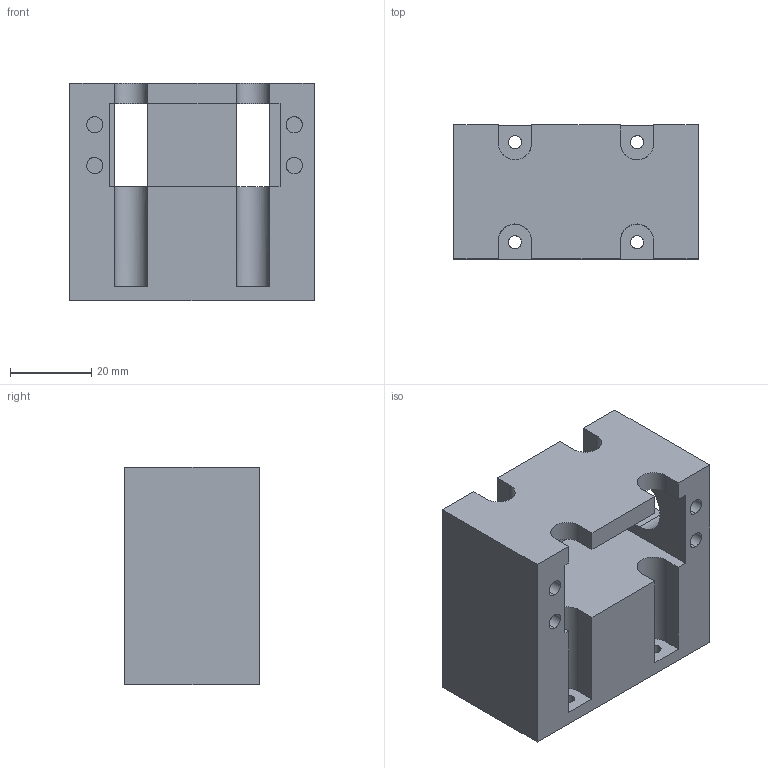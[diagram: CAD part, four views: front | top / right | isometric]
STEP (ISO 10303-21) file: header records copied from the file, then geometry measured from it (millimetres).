
FILE_DESCRIPTION (( 'STEP AP203' ), '1' );
FILE_NAME ('Soport Servo.iges_Predeterminado_sldprt.STEP', '2025-03-05T21:44:26', ( '' ), ( '' ), 'SwSTEP 2.0', 'SolidWorks 2025', '' );
FILE_SCHEMA (( 'CONFIG_CONTROL_DESIGN' ));
Length unit declared in the file: millimetre
Products named in the file (1): Soport Servo.iges_Predeterminado_sldprt
Bounding box: 60 x 33 x 53.4 mm (x, y, z)
Volume: 69915.4 mm3; surface area: 18943.5 mm2
Topology: 1 solids, 1 shells, 99 faces, 283 edges, 190 vertices
Faces by surface type: plane 69, cylinder 30
Entity records: 4261 total; most frequent: CARTESIAN_POINT 2126, ORIENTED_EDGE 566, B_SPLINE_CURVE_WITH_KNOTS 283, EDGE_CURVE 283, DIRECTION 200, VERTEX_POINT 190, EDGE_LOOP 117, AXIS2_PLACEMENT_3D 100
